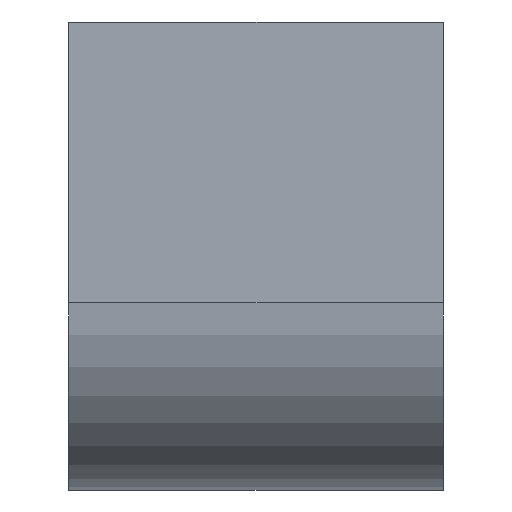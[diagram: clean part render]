
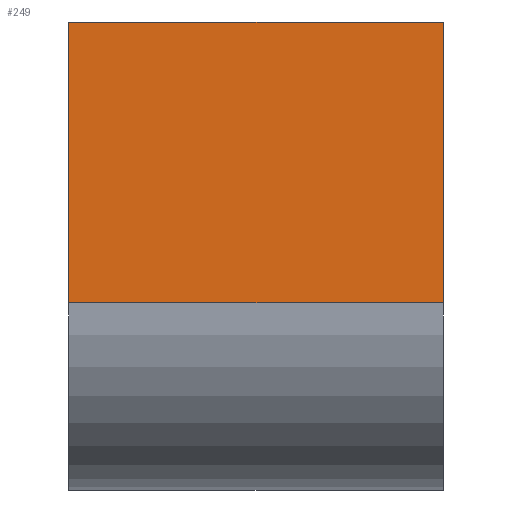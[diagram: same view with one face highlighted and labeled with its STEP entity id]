
A CAD part, left-side view. The second image highlights one B-rep face of the part: STEP entity #249.
In plain terms, the highlighted planar face has unit normal (-1, 0, 0).
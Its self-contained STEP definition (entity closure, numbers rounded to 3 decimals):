
#27=FACE_OUTER_BOUND('',#40,.T.);
#40=EDGE_LOOP('',(#201,#202,#203,#204));
#63=LINE('',#419,#88);
#65=LINE('',#423,#90);
#66=LINE('',#425,#91);
#67=LINE('',#426,#92);
#88=VECTOR('',#343,10.);
#90=VECTOR('',#347,10.);
#91=VECTOR('',#348,10.);
#92=VECTOR('',#349,10.);
#123=VERTEX_POINT('',#416);
#124=VERTEX_POINT('',#418);
#125=VERTEX_POINT('',#422);
#126=VERTEX_POINT('',#424);
#153=EDGE_CURVE('',#124,#123,#63,.T.);
#155=EDGE_CURVE('',#125,#124,#65,.T.);
#156=EDGE_CURVE('',#126,#123,#66,.T.);
#157=EDGE_CURVE('',#125,#126,#67,.T.);
#201=ORIENTED_EDGE('',*,*,#155,.T.);
#202=ORIENTED_EDGE('',*,*,#153,.T.);
#203=ORIENTED_EDGE('',*,*,#156,.F.);
#204=ORIENTED_EDGE('',*,*,#157,.F.);
#237=PLANE('',#284);
#249=ADVANCED_FACE('',(#27),#237,.T.);
#284=AXIS2_PLACEMENT_3D('',#421,#345,#346);
#343=DIRECTION('',(0.,1.,0.));
#345=DIRECTION('center_axis',(-1.,0.,0.));
#346=DIRECTION('ref_axis',(0.,0.,1.));
#347=DIRECTION('',(0.,0.,1.));
#348=DIRECTION('',(0.,0.,1.));
#349=DIRECTION('',(0.,1.,0.));
#416=CARTESIAN_POINT('',(0.,40.,50.));
#418=CARTESIAN_POINT('',(0.,0.,50.));
#419=CARTESIAN_POINT('',(0.,0.,50.));
#421=CARTESIAN_POINT('Origin',(0.,0.,20.));
#422=CARTESIAN_POINT('',(0.,0.,20.));
#423=CARTESIAN_POINT('',(0.,0.,20.));
#424=CARTESIAN_POINT('',(0.,40.,20.));
#425=CARTESIAN_POINT('',(0.,40.,20.));
#426=CARTESIAN_POINT('',(0.,0.,20.));
